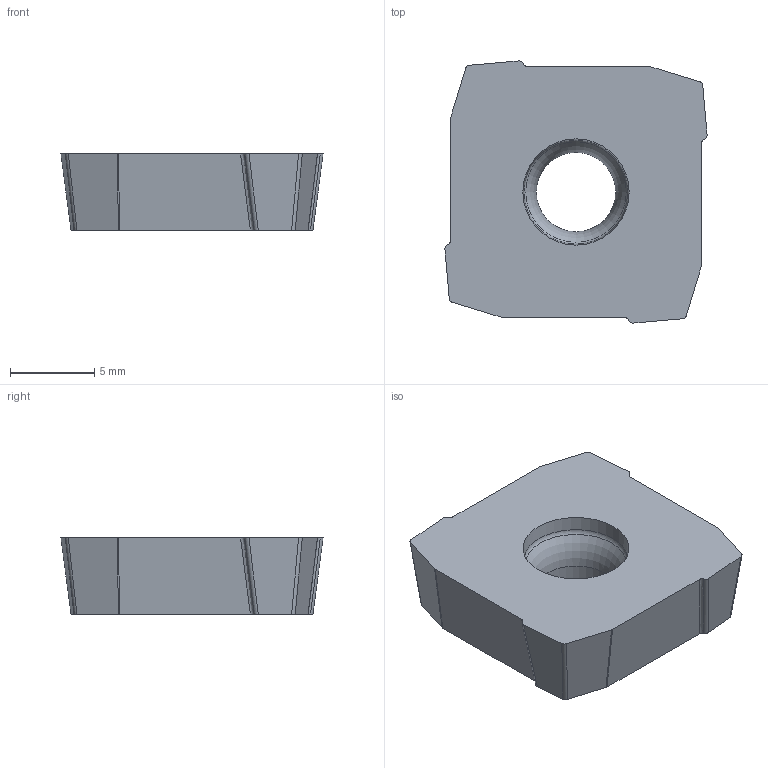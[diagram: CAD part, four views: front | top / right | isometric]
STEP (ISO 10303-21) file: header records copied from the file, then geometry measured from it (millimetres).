
FILE_DESCRIPTION(/* description */ (''),/* implementation_level */ '2;1');
FILE_NAME(/* name */ 'aaa336581_b.stp',/* time_stamp */ '2020-06-10T15:35:31+02:00',/* author */ (''),/* organization */ ('SMS'),/* preprocessor_version */ 'ST-DEVELOPER v16.7',/* originating_system */ 'SIEMENS PLM Software NX 12.0',/* authorisation */ '');
FILE_SCHEMA (('AUTOMOTIVE_DESIGN { 1 0 10303 214 3 1 1 1 }'));
Length unit declared in the file: millimetre
Products named in the file (1): AAA336581_B
Bounding box: 15.52 x 15.52 x 4.5 mm (x, y, z)
Volume: 811.2 mm3; surface area: 682.2 mm2
Topology: 1 solids, 1 shells, 34 faces, 96 edges, 66 vertices
Faces by surface type: plane 14, cylinder 13, bspline 4, torus 2, cone 1
Full cylindrical faces by diameter (mm): 4.7 x1
Entity records: 1395 total; most frequent: CARTESIAN_POINT 480, DIRECTION 184, ORIENTED_EDGE 178, EDGE_CURVE 89, AXIS2_PLACEMENT_3D 70, VERTEX_POINT 61, LINE 44, VECTOR 44
